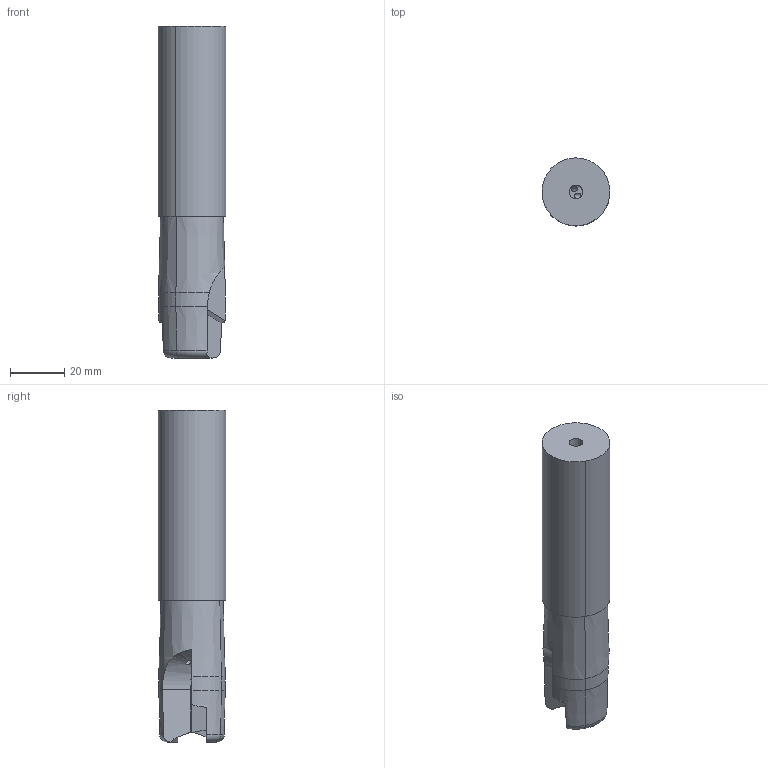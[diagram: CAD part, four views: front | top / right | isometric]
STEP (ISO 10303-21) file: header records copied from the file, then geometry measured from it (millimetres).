
FILE_DESCRIPTION(('HOOPS Exchange Step'),'2;1');
FILE_NAME('export-7048228F-A3D1-4DA6-82FE-06C25DA66E96.stp','2024-08-14T08:49:09+02:00',('Engineering'),('Alibre'),'HOOPS Exchange 2023.0','Alibre','Unknown authorisation');
FILE_SCHEMA( ('AP242_MANAGED_MODEL_BASED_3D_ENGINEERING_MIM_LF {1 0 10303 442 1 1 4 }') );
Length unit declared in the file: millimetre
Products named in the file (1): 6924 Ø25 Z=2 L=125 CL=55 Ap=16 Shoulder Milling ALU-Cutter (TE90XEV 225-25-16)
Bounding box: 24.95 x 25 x 122.2 mm (x, y, z)
Volume: 49932.4 mm3; surface area: 12270.7 mm2
Topology: 1 solids, 1 shells, 61 faces, 171 edges, 111 vertices
Faces by surface type: plane 23, cone 16, cylinder 12, bspline 6, torus 4
Entity records: 2437 total; most frequent: CARTESIAN_POINT 939, ORIENTED_EDGE 342, DIRECTION 253, EDGE_CURVE 171, VERTEX_POINT 111, AXIS2_PLACEMENT_3D 92, VECTOR 69, LINE 69
